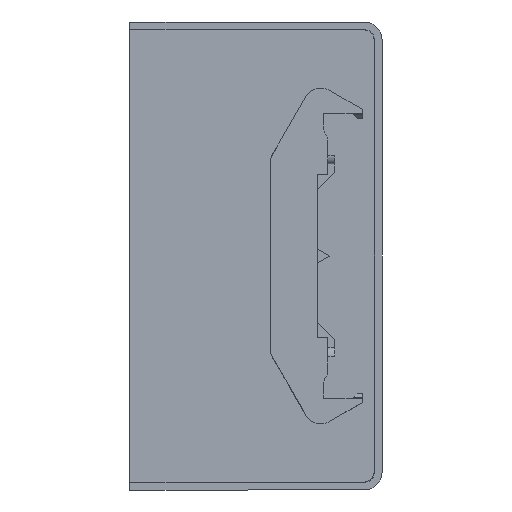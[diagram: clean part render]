
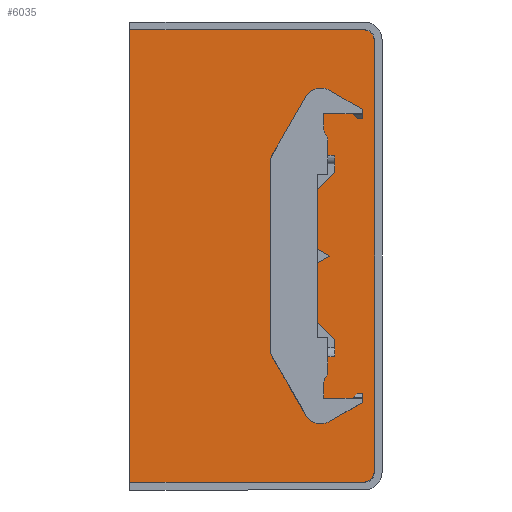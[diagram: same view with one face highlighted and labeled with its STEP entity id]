
A CAD part, top view. The second image highlights one B-rep face of the part: STEP entity #6035.
In plain terms, the highlighted planar face has unit normal (0, 0, 1).
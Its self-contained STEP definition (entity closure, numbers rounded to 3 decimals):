
#40 = VERTEX_POINT ( 'NONE', #181 ) ;
#181 = CARTESIAN_POINT ( 'NONE',  ( 70.378, -62.3, 0. ) ) ;
#213 = EDGE_CURVE ( 'NONE', #1374, #2350, #3971, .T. ) ;
#294 = DIRECTION ( 'NONE',  ( -1., 0., 0. ) ) ;
#560 = CARTESIAN_POINT ( 'NONE',  ( 0., -65.178, 0. ) ) ;
#622 = CARTESIAN_POINT ( 'NONE',  ( 67.5, 65.178, 0. ) ) ;
#658 = ORIENTED_EDGE ( 'NONE', *, *, #213, .F. ) ;
#869 = CARTESIAN_POINT ( 'NONE',  ( 67.5, 62.3, 0. ) ) ;
#893 = EDGE_CURVE ( 'NONE', #1435, #1327, #4698, .T. ) ;
#1130 = CARTESIAN_POINT ( 'NONE',  ( 67.5, 65.178, 0. ) ) ;
#1327 = VERTEX_POINT ( 'NONE', #4068 ) ;
#1374 = VERTEX_POINT ( 'NONE', #4638 ) ;
#1435 = VERTEX_POINT ( 'NONE', #1130 ) ;
#1488 = VECTOR ( 'NONE', #3982, 1000. ) ;
#1545 = EDGE_CURVE ( 'NONE', #40, #1374, #4901, .T. ) ;
#1617 = CARTESIAN_POINT ( 'NONE',  ( 67.5, -65.178, 0. ) ) ;
#1875 = AXIS2_PLACEMENT_3D ( 'NONE', #5054, #4630, #2712 ) ;
#1877 = ORIENTED_EDGE ( 'NONE', *, *, #4831, .F. ) ;
#1900 = VECTOR ( 'NONE', #294, 1000. ) ;
#2106 = VECTOR ( 'NONE', #2618, 1000. ) ;
#2350 = VERTEX_POINT ( 'NONE', #560 ) ;
#2447 = EDGE_CURVE ( 'NONE', #2350, #5730, #4041, .T. ) ;
#2618 = DIRECTION ( 'NONE',  ( 0., -1., 0. ) ) ;
#2712 = DIRECTION ( 'NONE',  ( -1., 0., 0. ) ) ;
#3049 = EDGE_CURVE ( 'NONE', #5730, #1435, #4788, .T. ) ;
#3133 = FACE_OUTER_BOUND ( 'NONE', #3289, .T. ) ;
#3165 = DIRECTION ( 'NONE',  ( -1., 0., 0. ) ) ;
#3265 = AXIS2_PLACEMENT_3D ( 'NONE', #869, #3713, #3165 ) ;
#3289 = EDGE_LOOP ( 'NONE', ( #658, #5663, #1877, #5474, #5372, #5537 ) ) ;
#3518 = DIRECTION ( 'NONE',  ( 1., 0., 0. ) ) ;
#3583 = DIRECTION ( 'NONE',  ( 0., 0., -1. ) ) ;
#3713 = DIRECTION ( 'NONE',  ( 0., 0., -1. ) ) ;
#3933 = CARTESIAN_POINT ( 'NONE',  ( 70.378, 62.3, 0. ) ) ;
#3971 = LINE ( 'NONE', #1617, #1900 ) ;
#3982 = DIRECTION ( 'NONE',  ( 0., 1., 0. ) ) ;
#4041 = LINE ( 'NONE', #4472, #1488 ) ;
#4068 = CARTESIAN_POINT ( 'NONE',  ( 70.378, 62.3, 0. ) ) ;
#4072 = DIRECTION ( 'NONE',  ( -1., 0., 0. ) ) ;
#4140 = PLANE ( 'NONE',  #3265 ) ;
#4390 = LINE ( 'NONE', #3933, #2106 ) ;
#4472 = CARTESIAN_POINT ( 'NONE',  ( 0., 0., 0. ) ) ;
#4630 = DIRECTION ( 'NONE',  ( 0., 0., -1. ) ) ;
#4638 = CARTESIAN_POINT ( 'NONE',  ( 67.5, -65.178, 0. ) ) ;
#4698 = CIRCLE ( 'NONE', #5382, 2.878 ) ;
#4788 = LINE ( 'NONE', #622, #5867 ) ;
#4831 = EDGE_CURVE ( 'NONE', #1327, #40, #4390, .T. ) ;
#4901 = CIRCLE ( 'NONE', #1875, 2.878 ) ;
#5054 = CARTESIAN_POINT ( 'NONE',  ( 67.5, -62.3, 0. ) ) ;
#5268 = CARTESIAN_POINT ( 'NONE',  ( 0., 65.178, 0. ) ) ;
#5372 = ORIENTED_EDGE ( 'NONE', *, *, #3049, .F. ) ;
#5382 = AXIS2_PLACEMENT_3D ( 'NONE', #5857, #3583, #4072 ) ;
#5474 = ORIENTED_EDGE ( 'NONE', *, *, #893, .F. ) ;
#5537 = ORIENTED_EDGE ( 'NONE', *, *, #2447, .F. ) ;
#5663 = ORIENTED_EDGE ( 'NONE', *, *, #1545, .F. ) ;
#5730 = VERTEX_POINT ( 'NONE', #5268 ) ;
#5857 = CARTESIAN_POINT ( 'NONE',  ( 67.5, 62.3, 0. ) ) ;
#5867 = VECTOR ( 'NONE', #3518, 1000. ) ;
#6035 = ADVANCED_FACE ( 'NONE', ( #3133 ), #4140, .F. ) ;
